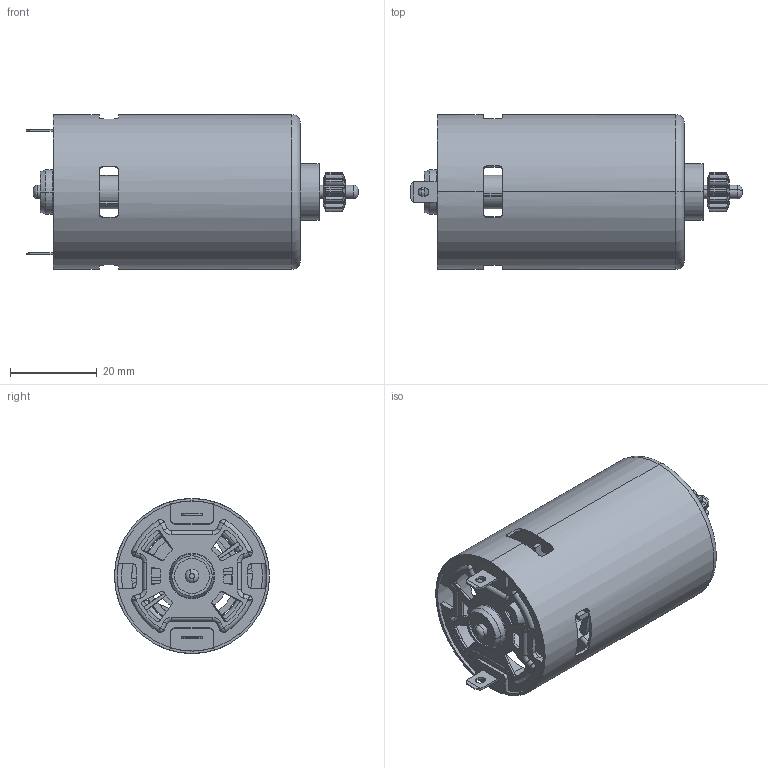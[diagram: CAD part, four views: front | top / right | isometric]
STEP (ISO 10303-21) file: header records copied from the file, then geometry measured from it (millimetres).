
FILE_DESCRIPTION (( 'STEP AP214' ), '1' );
FILE_NAME ('RS550 12V DC Motor.STEP', '2019-09-16T14:05:08', ( 'Usuario' ), ( '' ), 'SwSTEP 2.0', 'SolidWorks 2018', '' );
FILE_SCHEMA (( 'AUTOMOTIVE_DESIGN' ));
Length unit declared in the file: millimetre
Products named in the file (4): tampa_traseira_makita; rotor; carcaca; RS550 12V DC Motor
Assembly tree (3 placements, depth 2):
  RS550 12V DC Motor
    carcaca
    rotor
    tampa_traseira_makita
Bounding box: 76.7 x 35.8 x 35.8 mm (x, y, z)
Volume: 27390.9 mm3; surface area: 24507.6 mm2
Topology: 6 solids, 6 shells, 708 faces, 2128 edges, 1393 vertices
Faces by surface type: cylinder 389, plane 211, torus 90, sphere 12, cone 6
Entity records: 29396 total; most frequent: CARTESIAN_POINT 5589, ORIENTED_EDGE 4256, DIRECTION 4169, EDGE_CURVE 2128, AXIS2_PLACEMENT_3D 1605, VERTEX_POINT 1393, LINE 959, VECTOR 959
